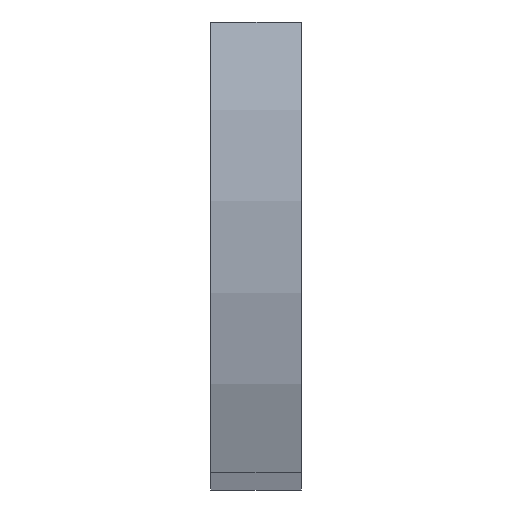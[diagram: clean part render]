
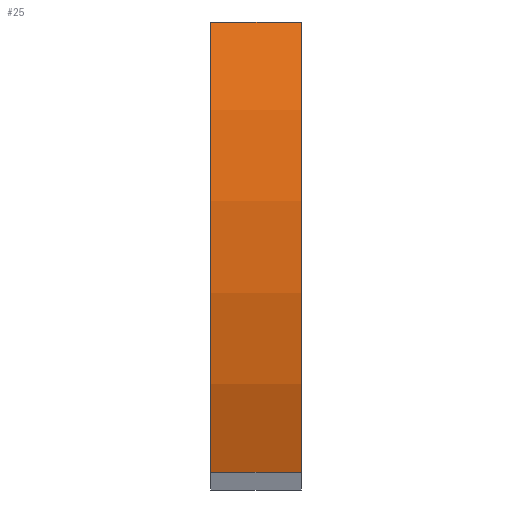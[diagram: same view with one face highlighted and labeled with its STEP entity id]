
A CAD part, top view. The second image highlights one B-rep face of the part: STEP entity #25.
In plain terms, the highlighted cylindrical face has radius 40 mm (diameter 80 mm), a partial arc.
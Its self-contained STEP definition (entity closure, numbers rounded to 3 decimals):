
#10 = VERTEX_POINT ( 'NONE', #441 ) ;
#21 = EDGE_CURVE ( 'NONE', #10, #44, #27, .T. ) ;
#25 = ADVANCED_FACE ( 'NONE', ( #105 ), #402, .T. ) ;
#27 = LINE ( 'NONE', #445, #426 ) ;
#36 = DIRECTION ( 'NONE',  ( 0., 1., 0. ) ) ;
#43 = AXIS2_PLACEMENT_3D ( 'NONE', #78, #160, #111 ) ;
#44 = VERTEX_POINT ( 'NONE', #151 ) ;
#57 = VERTEX_POINT ( 'NONE', #405 ) ;
#59 = CARTESIAN_POINT ( 'NONE',  ( 17., 0., 297.5 ) ) ;
#78 = CARTESIAN_POINT ( 'NONE',  ( 3., 0., 297.5 ) ) ;
#81 = ORIENTED_EDGE ( 'NONE', *, *, #217, .T. ) ;
#94 = EDGE_CURVE ( 'NONE', #236, #57, #146, .T. ) ;
#105 = FACE_OUTER_BOUND ( 'NONE', #204, .T. ) ;
#111 = DIRECTION ( 'NONE',  ( 0., -1., 0. ) ) ;
#132 = EDGE_CURVE ( 'NONE', #236, #10, #224, .T. ) ;
#137 = ORIENTED_EDGE ( 'NONE', *, *, #21, .F. ) ;
#146 = LINE ( 'NONE', #264, #437 ) ;
#151 = CARTESIAN_POINT ( 'NONE',  ( -3., -15., 334.581 ) ) ;
#152 = AXIS2_PLACEMENT_3D ( 'NONE', #348, #376, #36 ) ;
#160 = DIRECTION ( 'NONE',  ( 1., 0., 0. ) ) ;
#175 = ORIENTED_EDGE ( 'NONE', *, *, #132, .F. ) ;
#180 = AXIS2_PLACEMENT_3D ( 'NONE', #59, #266, #218 ) ;
#204 = EDGE_LOOP ( 'NONE', ( #349, #81, #137, #175 ) ) ;
#217 = EDGE_CURVE ( 'NONE', #57, #44, #364, .T. ) ;
#218 = DIRECTION ( 'NONE',  ( 0., -1., 0. ) ) ;
#224 = CIRCLE ( 'NONE', #43, 40. ) ;
#236 = VERTEX_POINT ( 'NONE', #275 ) ;
#264 = CARTESIAN_POINT ( 'NONE',  ( 17., 15., 334.581 ) ) ;
#266 = DIRECTION ( 'NONE',  ( -1., 0., 0. ) ) ;
#275 = CARTESIAN_POINT ( 'NONE',  ( 3., 15., 334.581 ) ) ;
#348 = CARTESIAN_POINT ( 'NONE',  ( -3., 0., 297.5 ) ) ;
#349 = ORIENTED_EDGE ( 'NONE', *, *, #94, .T. ) ;
#364 = CIRCLE ( 'NONE', #152, 40. ) ;
#376 = DIRECTION ( 'NONE',  ( 1., 0., 0. ) ) ;
#402 = CYLINDRICAL_SURFACE ( 'NONE', #180, 40. ) ;
#405 = CARTESIAN_POINT ( 'NONE',  ( -3., 15., 334.581 ) ) ;
#410 = DIRECTION ( 'NONE',  ( -1., 0., 0. ) ) ;
#426 = VECTOR ( 'NONE', #444, 1000. ) ;
#437 = VECTOR ( 'NONE', #410, 1000. ) ;
#441 = CARTESIAN_POINT ( 'NONE',  ( 3., -15., 334.581 ) ) ;
#444 = DIRECTION ( 'NONE',  ( -1., 0., 0. ) ) ;
#445 = CARTESIAN_POINT ( 'NONE',  ( 17., -15., 334.581 ) ) ;
